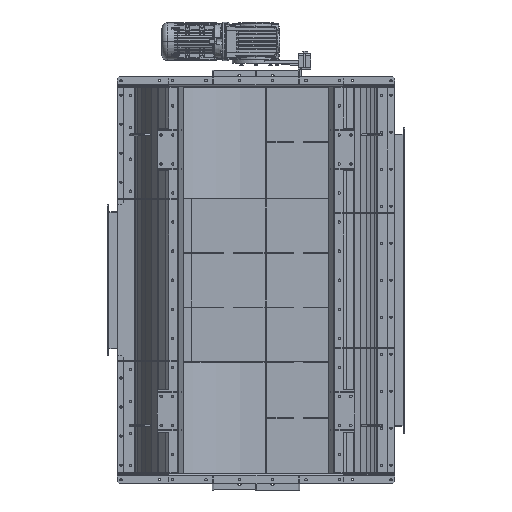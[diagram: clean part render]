
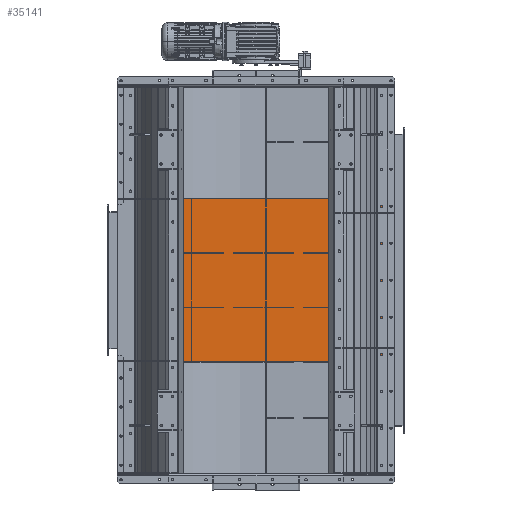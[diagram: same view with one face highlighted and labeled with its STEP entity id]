
A CAD part, front view. The second image highlights one B-rep face of the part: STEP entity #35141.
In plain terms, the highlighted planar face has unit normal (0, -1, 0).
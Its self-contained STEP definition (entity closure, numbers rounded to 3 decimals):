
#1956 = DIRECTION ( 'NONE',  ( 0., 0., -1. ) ) ;
#2361 = CARTESIAN_POINT ( 'NONE',  ( 191., 788., -1413.896 ) ) ;
#2609 = DIRECTION ( 'NONE',  ( 0., 1., 0. ) ) ;
#3550 = VERTEX_POINT ( 'NONE', #139179 ) ;
#4034 = EDGE_LOOP ( 'NONE', ( #102506, #40566 ) ) ;
#4491 = ORIENTED_EDGE ( 'NONE', *, *, #117744, .T. ) ;
#5263 = FACE_BOUND ( 'NONE', #90939, .T. ) ;
#6080 = VECTOR ( 'NONE', #115107, 1000. ) ;
#7371 = PLANE ( 'NONE',  #98519 ) ;
#8883 = AXIS2_PLACEMENT_3D ( 'NONE', #2361, #14503, #68823 ) ;
#9522 = VERTEX_POINT ( 'NONE', #95832 ) ;
#10913 = CIRCLE ( 'NONE', #15525, 6. ) ;
#13121 = DIRECTION ( 'NONE',  ( 0., 0., 1. ) ) ;
#14053 = CARTESIAN_POINT ( 'NONE',  ( 191., 788., -1413.896 ) ) ;
#14082 = AXIS2_PLACEMENT_3D ( 'NONE', #14053, #2609, #66264 ) ;
#14134 = CARTESIAN_POINT ( 'NONE',  ( 422., 788., -4.4 ) ) ;
#14340 = DIRECTION ( 'NONE',  ( 0., 1., 0. ) ) ;
#14503 = DIRECTION ( 'NONE',  ( 0., 1., 0. ) ) ;
#15525 = AXIS2_PLACEMENT_3D ( 'NONE', #24575, #112370, #13121 ) ;
#15997 = FACE_BOUND ( 'NONE', #126419, .T. ) ;
#17210 = VERTEX_POINT ( 'NONE', #106840 ) ;
#18789 = VERTEX_POINT ( 'NONE', #26729 ) ;
#20088 = EDGE_LOOP ( 'NONE', ( #54473, #21701 ) ) ;
#21701 = ORIENTED_EDGE ( 'NONE', *, *, #115420, .T. ) ;
#22933 = VERTEX_POINT ( 'NONE', #39849 ) ;
#23737 = CARTESIAN_POINT ( 'NONE',  ( 382., 788., -1413.896 ) ) ;
#24575 = CARTESIAN_POINT ( 'NONE',  ( -191., 788., -1413.896 ) ) ;
#25212 = EDGE_CURVE ( 'NONE', #102181, #17210, #52256, .T. ) ;
#25354 = VERTEX_POINT ( 'NONE', #123308 ) ;
#26729 = CARTESIAN_POINT ( 'NONE',  ( 191., 788., -1407.896 ) ) ;
#28291 = ORIENTED_EDGE ( 'NONE', *, *, #122258, .T. ) ;
#29389 = AXIS2_PLACEMENT_3D ( 'NONE', #112169, #14340, #102142 ) ;
#29525 = FACE_OUTER_BOUND ( 'NONE', #125617, .T. ) ;
#29679 = CIRCLE ( 'NONE', #38781, 6. ) ;
#34927 = VECTOR ( 'NONE', #1956, 1000. ) ;
#35141 = ADVANCED_FACE ( 'NONE', ( #72425, #83807, #15997, #115932, #5263, #29525 ), #7371, .F. ) ;
#35161 = DIRECTION ( 'NONE',  ( 0., 0., 1. ) ) ;
#38781 = AXIS2_PLACEMENT_3D ( 'NONE', #74875, #43413, #129786 ) ;
#39849 = CARTESIAN_POINT ( 'NONE',  ( 191., 788., -1419.896 ) ) ;
#40172 = AXIS2_PLACEMENT_3D ( 'NONE', #23737, #57311, #35161 ) ;
#40566 = ORIENTED_EDGE ( 'NONE', *, *, #47316, .T. ) ;
#42516 = CIRCLE ( 'NONE', #122325, 6. ) ;
#43393 = EDGE_CURVE ( 'NONE', #63651, #88189, #10913, .T. ) ;
#43413 = DIRECTION ( 'NONE',  ( 0., 1., 0. ) ) ;
#44147 = LINE ( 'NONE', #77005, #34927 ) ;
#44498 = VERTEX_POINT ( 'NONE', #65146 ) ;
#46306 = CIRCLE ( 'NONE', #62315, 6. ) ;
#47316 = EDGE_CURVE ( 'NONE', #22933, #18789, #86969, .T. ) ;
#47400 = VECTOR ( 'NONE', #118809, 1000. ) ;
#49433 = LINE ( 'NONE', #82288, #6080 ) ;
#51731 = LINE ( 'NONE', #85273, #47400 ) ;
#52256 = CIRCLE ( 'NONE', #29389, 6. ) ;
#54473 = ORIENTED_EDGE ( 'NONE', *, *, #43393, .T. ) ;
#54825 = AXIS2_PLACEMENT_3D ( 'NONE', #137960, #69537, #70252 ) ;
#57311 = DIRECTION ( 'NONE',  ( 0., 1., 0. ) ) ;
#60532 = ORIENTED_EDGE ( 'NONE', *, *, #141036, .T. ) ;
#62315 = AXIS2_PLACEMENT_3D ( 'NONE', #73399, #140445, #129743 ) ;
#63651 = VERTEX_POINT ( 'NONE', #117670 ) ;
#65104 = VERTEX_POINT ( 'NONE', #114740 ) ;
#65146 = CARTESIAN_POINT ( 'NONE',  ( 422., 788., -1429.496 ) ) ;
#66063 = EDGE_CURVE ( 'NONE', #44498, #126411, #49433, .T. ) ;
#66264 = DIRECTION ( 'NONE',  ( 0., 0., 1. ) ) ;
#66895 = EDGE_CURVE ( 'NONE', #3550, #126411, #51731, .T. ) ;
#67285 = ORIENTED_EDGE ( 'NONE', *, *, #66063, .T. ) ;
#68823 = DIRECTION ( 'NONE',  ( 0., 0., 1. ) ) ;
#69537 = DIRECTION ( 'NONE',  ( 0., 1., 0. ) ) ;
#69916 = DIRECTION ( 'NONE',  ( 1., 0., 0. ) ) ;
#70252 = DIRECTION ( 'NONE',  ( 0., 0., 1. ) ) ;
#70526 = AXIS2_PLACEMENT_3D ( 'NONE', #114584, #117907, #85787 ) ;
#72425 = FACE_BOUND ( 'NONE', #79391, .T. ) ;
#72713 = LINE ( 'NONE', #136237, #78344 ) ;
#73399 = CARTESIAN_POINT ( 'NONE',  ( 382., 788., -1413.896 ) ) ;
#74875 = CARTESIAN_POINT ( 'NONE',  ( 0., 788., -1413.896 ) ) ;
#75344 = CARTESIAN_POINT ( 'NONE',  ( -382., 788., -1419.896 ) ) ;
#75435 = ORIENTED_EDGE ( 'NONE', *, *, #93979, .T. ) ;
#76589 = EDGE_CURVE ( 'NONE', #65104, #44498, #72713, .T. ) ;
#77005 = CARTESIAN_POINT ( 'NONE',  ( -422., 788., 0. ) ) ;
#78344 = VECTOR ( 'NONE', #69916, 1000. ) ;
#79391 = EDGE_LOOP ( 'NONE', ( #86230, #126330 ) ) ;
#80536 = VERTEX_POINT ( 'NONE', #119530 ) ;
#81721 = DIRECTION ( 'NONE',  ( 0., 0., 1. ) ) ;
#82288 = CARTESIAN_POINT ( 'NONE',  ( 422., 788., 0. ) ) ;
#83807 = FACE_BOUND ( 'NONE', #20088, .T. ) ;
#85273 = CARTESIAN_POINT ( 'NONE',  ( -422., 788., -4.4 ) ) ;
#85787 = DIRECTION ( 'NONE',  ( 0., 0., 1. ) ) ;
#86230 = ORIENTED_EDGE ( 'NONE', *, *, #108454, .T. ) ;
#86969 = CIRCLE ( 'NONE', #14082, 6. ) ;
#88189 = VERTEX_POINT ( 'NONE', #91747 ) ;
#90939 = EDGE_LOOP ( 'NONE', ( #28291, #106727 ) ) ;
#91747 = CARTESIAN_POINT ( 'NONE',  ( -191., 788., -1419.896 ) ) ;
#92643 = ORIENTED_EDGE ( 'NONE', *, *, #66895, .F. ) ;
#93818 = DIRECTION ( 'NONE',  ( 0., 1., 0. ) ) ;
#93979 = EDGE_CURVE ( 'NONE', #3550, #65104, #44147, .T. ) ;
#95832 = CARTESIAN_POINT ( 'NONE',  ( 0., 788., -1419.896 ) ) ;
#98519 = AXIS2_PLACEMENT_3D ( 'NONE', #126640, #136645, #81721 ) ;
#100724 = ORIENTED_EDGE ( 'NONE', *, *, #76589, .T. ) ;
#102142 = DIRECTION ( 'NONE',  ( 0., 0., 1. ) ) ;
#102181 = VERTEX_POINT ( 'NONE', #75344 ) ;
#102506 = ORIENTED_EDGE ( 'NONE', *, *, #116733, .T. ) ;
#106205 = EDGE_CURVE ( 'NONE', #80536, #106771, #108542, .T. ) ;
#106727 = ORIENTED_EDGE ( 'NONE', *, *, #106205, .T. ) ;
#106771 = VERTEX_POINT ( 'NONE', #136113 ) ;
#106840 = CARTESIAN_POINT ( 'NONE',  ( -382., 788., -1407.896 ) ) ;
#108454 = EDGE_CURVE ( 'NONE', #17210, #102181, #42516, .T. ) ;
#108542 = CIRCLE ( 'NONE', #40172, 6. ) ;
#109197 = CIRCLE ( 'NONE', #54825, 6. ) ;
#112169 = CARTESIAN_POINT ( 'NONE',  ( -382., 788., -1413.896 ) ) ;
#112370 = DIRECTION ( 'NONE',  ( 0., 1., 0. ) ) ;
#114584 = CARTESIAN_POINT ( 'NONE',  ( -191., 788., -1413.896 ) ) ;
#114740 = CARTESIAN_POINT ( 'NONE',  ( -422., 788., -1429.496 ) ) ;
#115107 = DIRECTION ( 'NONE',  ( 0., 0., 1. ) ) ;
#115420 = EDGE_CURVE ( 'NONE', #88189, #63651, #120709, .T. ) ;
#115932 = FACE_BOUND ( 'NONE', #4034, .T. ) ;
#116733 = EDGE_CURVE ( 'NONE', #18789, #22933, #141172, .T. ) ;
#117670 = CARTESIAN_POINT ( 'NONE',  ( -191., 788., -1407.896 ) ) ;
#117744 = EDGE_CURVE ( 'NONE', #9522, #25354, #29679, .T. ) ;
#117907 = DIRECTION ( 'NONE',  ( 0., 1., 0. ) ) ;
#118809 = DIRECTION ( 'NONE',  ( 1., 0., 0. ) ) ;
#119530 = CARTESIAN_POINT ( 'NONE',  ( 382., 788., -1419.896 ) ) ;
#120709 = CIRCLE ( 'NONE', #70526, 6. ) ;
#122258 = EDGE_CURVE ( 'NONE', #106771, #80536, #46306, .T. ) ;
#122325 = AXIS2_PLACEMENT_3D ( 'NONE', #138066, #93818, #124569 ) ;
#123308 = CARTESIAN_POINT ( 'NONE',  ( 0., 788., -1407.896 ) ) ;
#124569 = DIRECTION ( 'NONE',  ( 0., 0., 1. ) ) ;
#125617 = EDGE_LOOP ( 'NONE', ( #100724, #67285, #92643, #75435 ) ) ;
#126330 = ORIENTED_EDGE ( 'NONE', *, *, #25212, .T. ) ;
#126411 = VERTEX_POINT ( 'NONE', #14134 ) ;
#126419 = EDGE_LOOP ( 'NONE', ( #60532, #4491 ) ) ;
#126640 = CARTESIAN_POINT ( 'NONE',  ( 0., 788., 0. ) ) ;
#129743 = DIRECTION ( 'NONE',  ( 0., 0., 1. ) ) ;
#129786 = DIRECTION ( 'NONE',  ( 0., 0., 1. ) ) ;
#136113 = CARTESIAN_POINT ( 'NONE',  ( 382., 788., -1407.896 ) ) ;
#136237 = CARTESIAN_POINT ( 'NONE',  ( -422., 788., -1429.496 ) ) ;
#136645 = DIRECTION ( 'NONE',  ( 0., 1., 0. ) ) ;
#137960 = CARTESIAN_POINT ( 'NONE',  ( 0., 788., -1413.896 ) ) ;
#138066 = CARTESIAN_POINT ( 'NONE',  ( -382., 788., -1413.896 ) ) ;
#139179 = CARTESIAN_POINT ( 'NONE',  ( -422., 788., -4.4 ) ) ;
#140445 = DIRECTION ( 'NONE',  ( 0., 1., 0. ) ) ;
#141036 = EDGE_CURVE ( 'NONE', #25354, #9522, #109197, .T. ) ;
#141172 = CIRCLE ( 'NONE', #8883, 6. ) ;
